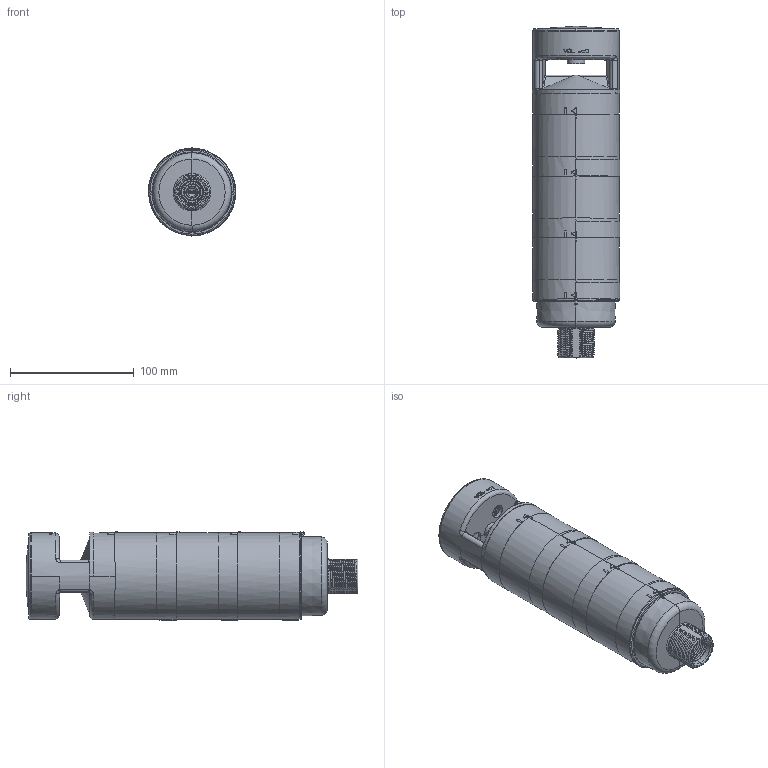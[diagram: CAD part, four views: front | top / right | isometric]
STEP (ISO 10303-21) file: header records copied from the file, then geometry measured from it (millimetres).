
FILE_DESCRIPTION((''),'2;1');
FILE_NAME('199844_ASM','2017-03-17T',('pdmadmin'),('BANNER ENGINEERING'),'CREO PARAMETRIC BY PTC INC, 2016260','CREO PARAMETRIC BY PTC INC, 2016260','');
FILE_SCHEMA(('CONFIG_CONTROL_DESIGN'));
Length unit declared in the file: millimetre
Products named in the file (6): 180077; 183492; 183493; 180306; 180308; 199844_ASM
Assembly tree (9 placements, depth 2):
  199844_ASM
    180077
    183492  x3
    183493  x3
    180306
    180308
Bounding box: 71 x 268.61 x 71.25 mm (x, y, z)
Volume: 250716.8 mm3; surface area: 179164.8 mm2
Topology: 9 solids, 13 shells, 2677 faces, 6453 edges, 3827 vertices
Faces by surface type: bspline 848, cylinder 685, plane 463, torus 289, cone 229, sphere 141, extrusion 22
Entity records: 86351 total; most frequent: CARTESIAN_POINT 54807, ORIENTED_EDGE 7242, DIRECTION 5640, EDGE_CURVE 3625, AXIS2_PLACEMENT_3D 2340, VERTEX_POINT 2177, EDGE_LOOP 1574, FACE_OUTER_BOUND 1495
